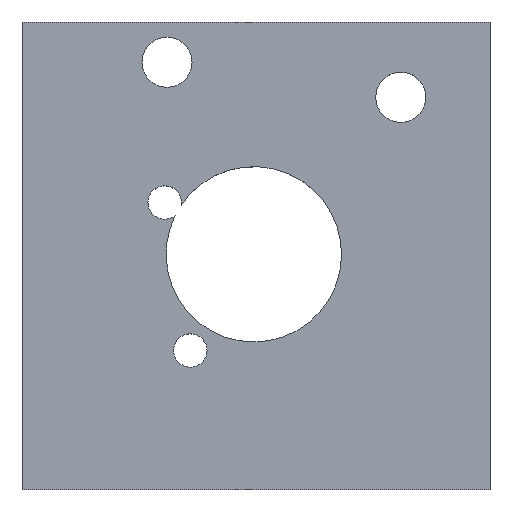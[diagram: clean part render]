
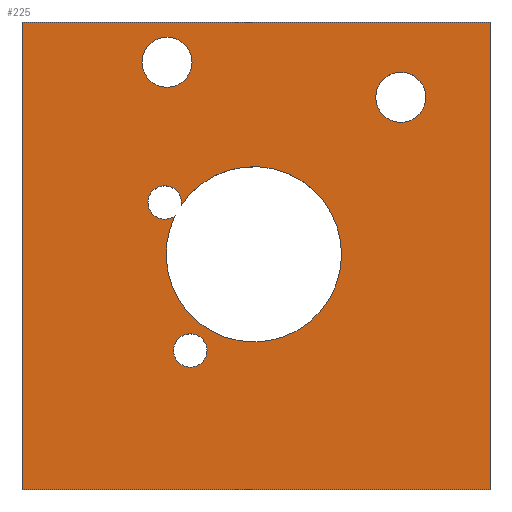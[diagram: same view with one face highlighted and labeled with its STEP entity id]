
A CAD part, top view. The second image highlights one B-rep face of the part: STEP entity #225.
In plain terms, the highlighted planar face has unit normal (0, 0, 1).
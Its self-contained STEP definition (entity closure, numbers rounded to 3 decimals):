
#42 = VERTEX_POINT('',#43);
#43 = CARTESIAN_POINT('',(127.67,-93.3,1.6));
#49 = EDGE_CURVE('',#42,#50,#52,.T.);
#50 = VERTEX_POINT('',#51);
#51 = CARTESIAN_POINT('',(113.66,-93.3,1.6));
#52 = LINE('',#53,#54);
#53 = CARTESIAN_POINT('',(127.67,-93.3,1.6));
#54 = VECTOR('',#55,1.);
#55 = DIRECTION('',(-1.,0.,0.));
#82 = VERTEX_POINT('',#83);
#83 = CARTESIAN_POINT('',(127.67,-79.3,1.6));
#89 = EDGE_CURVE('',#82,#42,#90,.T.);
#90 = LINE('',#91,#92);
#91 = CARTESIAN_POINT('',(127.67,-79.3,1.6));
#92 = VECTOR('',#93,1.);
#93 = DIRECTION('',(0.,-1.,0.));
#111 = EDGE_CURVE('',#50,#112,#114,.T.);
#112 = VERTEX_POINT('',#113);
#113 = CARTESIAN_POINT('',(113.66,-79.3,1.6));
#114 = LINE('',#115,#116);
#115 = CARTESIAN_POINT('',(113.66,-93.3,1.6));
#116 = VECTOR('',#117,1.);
#117 = DIRECTION('',(0.,1.,0.));
#225 = ADVANCED_FACE('',(#226,#237,#248,#286,#297),#308,.T.);
#226 = FACE_BOUND('',#227,.T.);
#227 = EDGE_LOOP('',(#228,#229,#230,#236));
#228 = ORIENTED_EDGE('',*,*,#49,.F.);
#229 = ORIENTED_EDGE('',*,*,#89,.F.);
#230 = ORIENTED_EDGE('',*,*,#231,.F.);
#231 = EDGE_CURVE('',#112,#82,#232,.T.);
#232 = LINE('',#233,#234);
#233 = CARTESIAN_POINT('',(113.66,-79.3,1.6));
#234 = VECTOR('',#235,1.);
#235 = DIRECTION('',(1.,0.,0.));
#236 = ORIENTED_EDGE('',*,*,#111,.F.);
#237 = FACE_BOUND('',#238,.T.);
#238 = EDGE_LOOP('',(#239));
#239 = ORIENTED_EDGE('',*,*,#240,.T.);
#240 = EDGE_CURVE('',#241,#241,#243,.T.);
#241 = VERTEX_POINT('',#242);
#242 = CARTESIAN_POINT('',(118.7,-89.63,1.6));
#243 = CIRCLE('',#244,0.5);
#244 = AXIS2_PLACEMENT_3D('',#245,#246,#247);
#245 = CARTESIAN_POINT('',(118.7,-89.13,1.6));
#246 = DIRECTION('',(-0.,0.,-1.));
#247 = DIRECTION('',(-0.,-1.,0.));
#248 = FACE_BOUND('',#249,.T.);
#249 = EDGE_LOOP('',(#250,#261,#270,#279));
#250 = ORIENTED_EDGE('',*,*,#251,.T.);
#251 = EDGE_CURVE('',#252,#254,#256,.T.);
#252 = VERTEX_POINT('',#253);
#253 = CARTESIAN_POINT('',(118.423,-84.783,1.6));
#254 = VERTEX_POINT('',#255);
#255 = CARTESIAN_POINT('',(120.6,-88.875,1.6));
#256 = CIRCLE('',#257,2.625);
#257 = AXIS2_PLACEMENT_3D('',#258,#259,#260);
#258 = CARTESIAN_POINT('',(120.6,-86.25,1.6));
#259 = DIRECTION('',(-0.,0.,-1.));
#260 = DIRECTION('',(-0.,-1.,0.));
#261 = ORIENTED_EDGE('',*,*,#262,.T.);
#262 = EDGE_CURVE('',#254,#263,#265,.T.);
#263 = VERTEX_POINT('',#264);
#264 = CARTESIAN_POINT('',(118.247,-85.087,1.6));
#265 = CIRCLE('',#266,2.625);
#266 = AXIS2_PLACEMENT_3D('',#267,#268,#269);
#267 = CARTESIAN_POINT('',(120.6,-86.25,1.6));
#268 = DIRECTION('',(-0.,0.,-1.));
#269 = DIRECTION('',(-0.,-1.,0.));
#270 = ORIENTED_EDGE('',*,*,#271,.T.);
#271 = EDGE_CURVE('',#263,#272,#274,.T.);
#272 = VERTEX_POINT('',#273);
#273 = CARTESIAN_POINT('',(117.93,-85.2,1.6));
#274 = CIRCLE('',#275,0.5);
#275 = AXIS2_PLACEMENT_3D('',#276,#277,#278);
#276 = CARTESIAN_POINT('',(117.93,-84.7,1.6));
#277 = DIRECTION('',(-0.,0.,-1.));
#278 = DIRECTION('',(-0.,-1.,0.));
#279 = ORIENTED_EDGE('',*,*,#280,.T.);
#280 = EDGE_CURVE('',#272,#252,#281,.T.);
#281 = CIRCLE('',#282,0.5);
#282 = AXIS2_PLACEMENT_3D('',#283,#284,#285);
#283 = CARTESIAN_POINT('',(117.93,-84.7,1.6));
#284 = DIRECTION('',(-0.,0.,-1.));
#285 = DIRECTION('',(-0.,-1.,0.));
#286 = FACE_BOUND('',#287,.T.);
#287 = EDGE_LOOP('',(#288));
#288 = ORIENTED_EDGE('',*,*,#289,.T.);
#289 = EDGE_CURVE('',#290,#290,#292,.T.);
#290 = VERTEX_POINT('',#291);
#291 = CARTESIAN_POINT('',(118.,-81.25,1.6));
#292 = CIRCLE('',#293,0.75);
#293 = AXIS2_PLACEMENT_3D('',#294,#295,#296);
#294 = CARTESIAN_POINT('',(118.,-80.5,1.6));
#295 = DIRECTION('',(-0.,0.,-1.));
#296 = DIRECTION('',(-0.,-1.,0.));
#297 = FACE_BOUND('',#298,.T.);
#298 = EDGE_LOOP('',(#299));
#299 = ORIENTED_EDGE('',*,*,#300,.T.);
#300 = EDGE_CURVE('',#301,#301,#303,.T.);
#301 = VERTEX_POINT('',#302);
#302 = CARTESIAN_POINT('',(125.,-82.3,1.6));
#303 = CIRCLE('',#304,0.75);
#304 = AXIS2_PLACEMENT_3D('',#305,#306,#307);
#305 = CARTESIAN_POINT('',(125.,-81.55,1.6));
#306 = DIRECTION('',(-0.,0.,-1.));
#307 = DIRECTION('',(-0.,-1.,0.));
#308 = PLANE('',#309);
#309 = AXIS2_PLACEMENT_3D('',#310,#311,#312);
#310 = CARTESIAN_POINT('',(0.,0.,1.6));
#311 = DIRECTION('',(0.,0.,1.));
#312 = DIRECTION('',(1.,0.,-0.));
